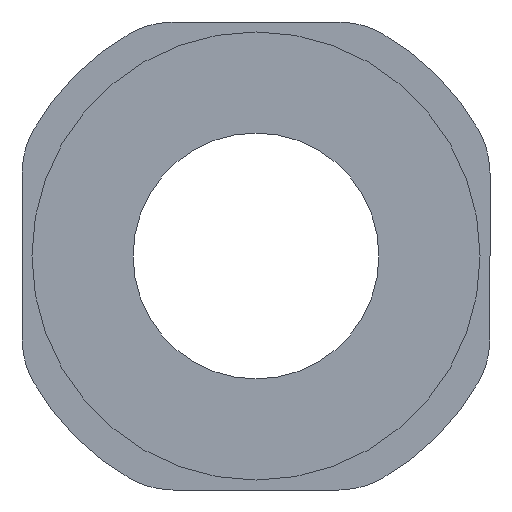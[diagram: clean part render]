
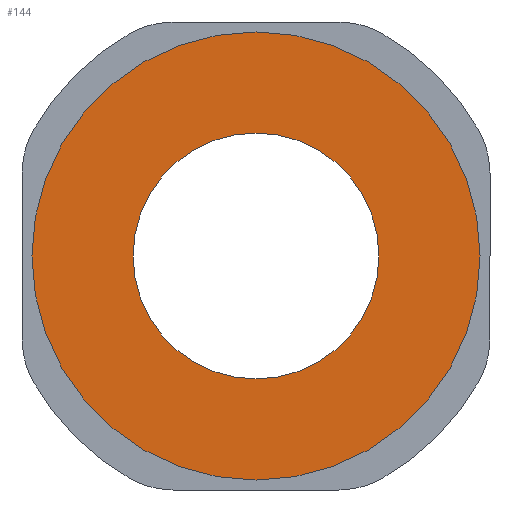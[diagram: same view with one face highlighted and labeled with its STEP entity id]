
A CAD part, front view. The second image highlights one B-rep face of the part: STEP entity #144.
In plain terms, the highlighted planar face has unit normal (0, -1, 0).
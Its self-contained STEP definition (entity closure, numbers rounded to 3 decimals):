
#8 = DIRECTION ( 'NONE',  ( 0., -1., 0. ) ) ;
#16 = CARTESIAN_POINT ( 'NONE',  ( 0., 0., 0. ) ) ;
#31 = DIRECTION ( 'NONE',  ( 0., -1., 0. ) ) ;
#44 = CARTESIAN_POINT ( 'NONE',  ( 0., 0., 0. ) ) ;
#50 = DIRECTION ( 'NONE',  ( 0., 0., -1. ) ) ;
#61 = DIRECTION ( 'NONE',  ( 0., 0., -1. ) ) ;
#100 = CARTESIAN_POINT ( 'NONE',  ( 0., 0., 0. ) ) ;
#105 = DIRECTION ( 'NONE',  ( 0., -1., 0. ) ) ;
#114 = DIRECTION ( 'NONE',  ( 0., 0., -1. ) ) ;
#144 = ADVANCED_FACE ( 'NONE', ( #332, #621 ), #666, .T. ) ;
#161 = AXIS2_PLACEMENT_3D ( 'NONE', #884, #865, #843 ) ;
#167 = AXIS2_PLACEMENT_3D ( 'NONE', #667, #662, #681 ) ;
#181 = AXIS2_PLACEMENT_3D ( 'NONE', #16, #31, #50 ) ;
#185 = AXIS2_PLACEMENT_3D ( 'NONE', #100, #105, #114 ) ;
#203 = EDGE_CURVE ( 'NONE', #402, #393, #458, .T. ) ;
#232 = EDGE_CURVE ( 'NONE', #408, #409, #559, .T. ) ;
#258 = EDGE_CURVE ( 'NONE', #409, #408, #334, .T. ) ;
#299 = AXIS2_PLACEMENT_3D ( 'NONE', #44, #8, #61 ) ;
#305 = EDGE_CURVE ( 'NONE', #393, #402, #351, .T. ) ;
#332 = FACE_OUTER_BOUND ( 'NONE', #415, .T. ) ;
#334 = CIRCLE ( 'NONE', #185, 31. ) ;
#351 = CIRCLE ( 'NONE', #161, 56.5 ) ;
#393 = VERTEX_POINT ( 'NONE', #886 ) ;
#402 = VERTEX_POINT ( 'NONE', #849 ) ;
#408 = VERTEX_POINT ( 'NONE', #847 ) ;
#409 = VERTEX_POINT ( 'NONE', #857 ) ;
#415 = EDGE_LOOP ( 'NONE', ( #529, #589 ) ) ;
#435 = EDGE_LOOP ( 'NONE', ( #597, #531 ) ) ;
#458 = CIRCLE ( 'NONE', #299, 56.5 ) ;
#529 = ORIENTED_EDGE ( 'NONE', *, *, #203, .T. ) ;
#531 = ORIENTED_EDGE ( 'NONE', *, *, #232, .F. ) ;
#559 = CIRCLE ( 'NONE', #181, 31. ) ;
#589 = ORIENTED_EDGE ( 'NONE', *, *, #305, .T. ) ;
#597 = ORIENTED_EDGE ( 'NONE', *, *, #258, .F. ) ;
#621 = FACE_BOUND ( 'NONE', #435, .T. ) ;
#662 = DIRECTION ( 'NONE',  ( 0., -1., 0. ) ) ;
#666 = PLANE ( 'NONE',  #167 ) ;
#667 = CARTESIAN_POINT ( 'NONE',  ( 31., 0., 0. ) ) ;
#681 = DIRECTION ( 'NONE',  ( 0., 0., -1. ) ) ;
#843 = DIRECTION ( 'NONE',  ( 0., 0., -1. ) ) ;
#847 = CARTESIAN_POINT ( 'NONE',  ( 0., 0., 31. ) ) ;
#849 = CARTESIAN_POINT ( 'NONE',  ( 0., 0., -56.5 ) ) ;
#857 = CARTESIAN_POINT ( 'NONE',  ( 0., 0., -31. ) ) ;
#865 = DIRECTION ( 'NONE',  ( 0., -1., 0. ) ) ;
#884 = CARTESIAN_POINT ( 'NONE',  ( 0., 0., 0. ) ) ;
#886 = CARTESIAN_POINT ( 'NONE',  ( 0., 0., 56.5 ) ) ;
